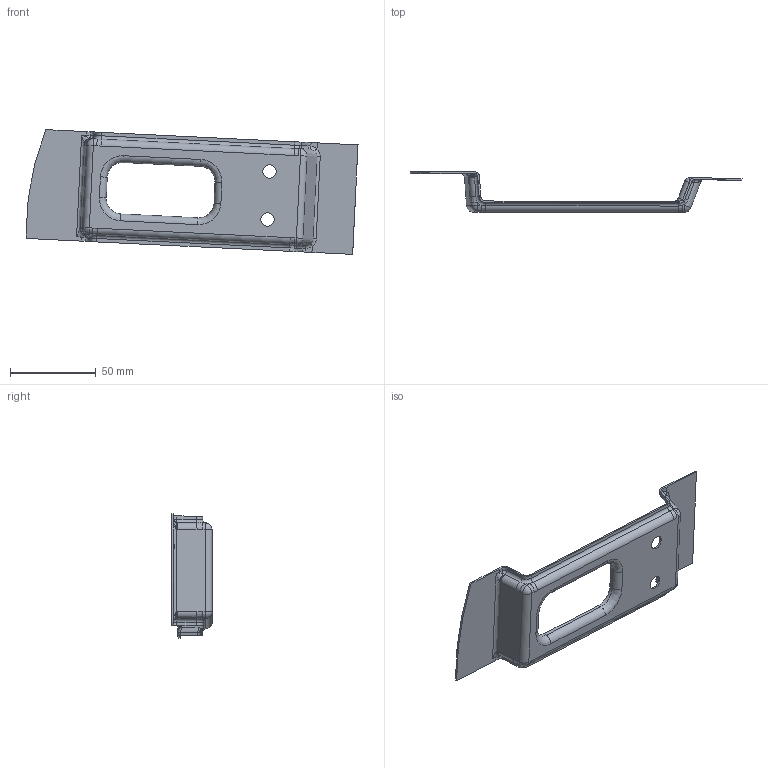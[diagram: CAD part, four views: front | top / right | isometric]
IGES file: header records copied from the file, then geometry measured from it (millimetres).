
Start section:  PTC IGES file: 551763203345.igs
Global section: file name: 551763203345.igs; native system: Pro/ENGINEER by Parametric Technology Corporation; preprocessor: 2007450; author: akg600359; organization: Unknown; date: 20100414.135046; units: millimetre
Bounding box: 193.78 x 23.67 x 72.81 mm (x, y, z)
Surface area: 27882.2 mm2 (no closed solid volume)
Topology: 0 solids, 0 shells, 231 faces, 1026 edges, 1014 vertices
Faces by surface type: revolution 121, bspline 110
